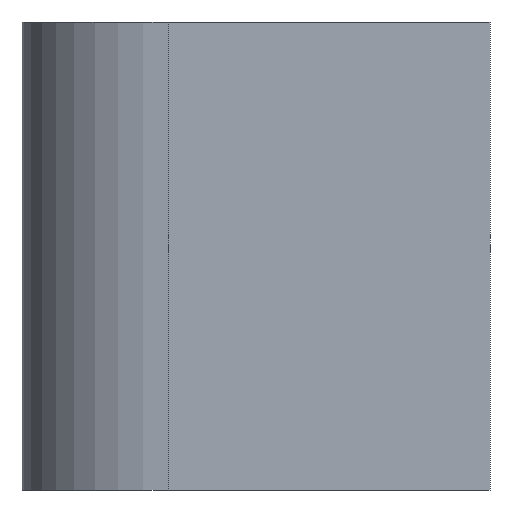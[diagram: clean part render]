
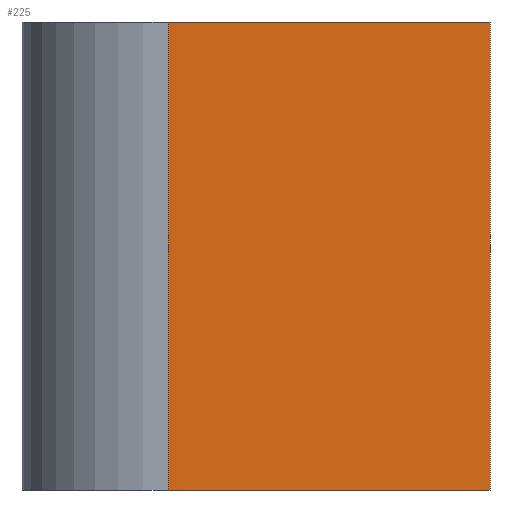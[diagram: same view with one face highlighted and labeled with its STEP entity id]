
A CAD part, front view. The second image highlights one B-rep face of the part: STEP entity #225.
In plain terms, the highlighted planar face has unit normal (0, -1, 0).
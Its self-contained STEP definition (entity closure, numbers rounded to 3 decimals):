
#103 = VERTEX_POINT('',#104);
#104 = CARTESIAN_POINT('',(15.125,0.,1.));
#111 = EDGE_CURVE('',#103,#112,#114,.T.);
#112 = VERTEX_POINT('',#113);
#113 = CARTESIAN_POINT('',(16.5,0.,1.));
#114 = LINE('',#115,#116);
#115 = CARTESIAN_POINT('',(14.5,0.,1.));
#116 = VECTOR('',#117,1.);
#117 = DIRECTION('',(1.,0.,0.));
#206 = EDGE_CURVE('',#207,#112,#209,.T.);
#207 = VERTEX_POINT('',#208);
#208 = CARTESIAN_POINT('',(16.5,0.,-1.));
#209 = LINE('',#210,#211);
#210 = CARTESIAN_POINT('',(16.5,0.,-1.));
#211 = VECTOR('',#212,1.);
#212 = DIRECTION('',(0.,0.,1.));
#225 = ADVANCED_FACE('',(#226),#244,.T.);
#226 = FACE_BOUND('',#227,.T.);
#227 = EDGE_LOOP('',(#228,#229,#237,#243));
#228 = ORIENTED_EDGE('',*,*,#111,.F.);
#229 = ORIENTED_EDGE('',*,*,#230,.T.);
#230 = EDGE_CURVE('',#103,#231,#233,.T.);
#231 = VERTEX_POINT('',#232);
#232 = CARTESIAN_POINT('',(15.125,0.,-1.));
#233 = LINE('',#234,#235);
#234 = CARTESIAN_POINT('',(15.125,0.,-1.));
#235 = VECTOR('',#236,1.);
#236 = DIRECTION('',(0.,0.,-1.));
#237 = ORIENTED_EDGE('',*,*,#238,.T.);
#238 = EDGE_CURVE('',#231,#207,#239,.T.);
#239 = LINE('',#240,#241);
#240 = CARTESIAN_POINT('',(14.5,0.,-1.));
#241 = VECTOR('',#242,1.);
#242 = DIRECTION('',(1.,0.,0.));
#243 = ORIENTED_EDGE('',*,*,#206,.T.);
#244 = PLANE('',#245);
#245 = AXIS2_PLACEMENT_3D('',#246,#247,#248);
#246 = CARTESIAN_POINT('',(14.5,0.,-1.));
#247 = DIRECTION('',(0.,-1.,0.));
#248 = DIRECTION('',(0.,0.,-1.));
